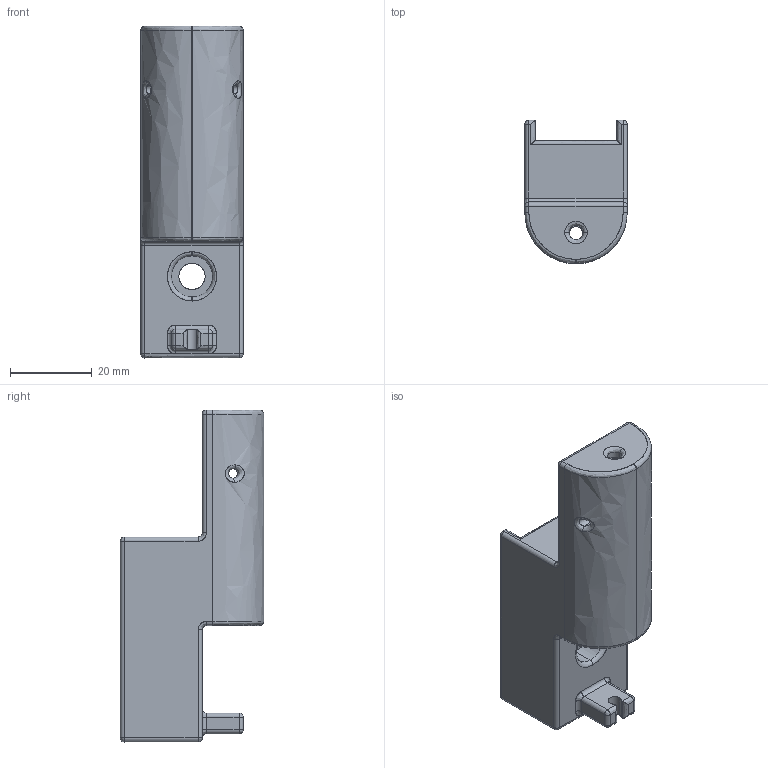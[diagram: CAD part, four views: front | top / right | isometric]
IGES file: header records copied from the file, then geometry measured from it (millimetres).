
Start section: SolidWorks IGES file using analytic representation for surfaces
Global section: file name: scanner holder_2.IGS; native system: SolidWorks 2011; preprocessor: SolidWorks 2011; author: Ben Lucker; date: 170822.113537; units: millimetre
Bounding box: 25 x 35 x 81 mm (x, y, z)
Surface area: 11254.6 mm2 (no closed solid volume)
Topology: 0 solids, 0 shells, 119 faces, 1218 edges, 1206 vertices
Faces by surface type: revolution 75, bspline 44
